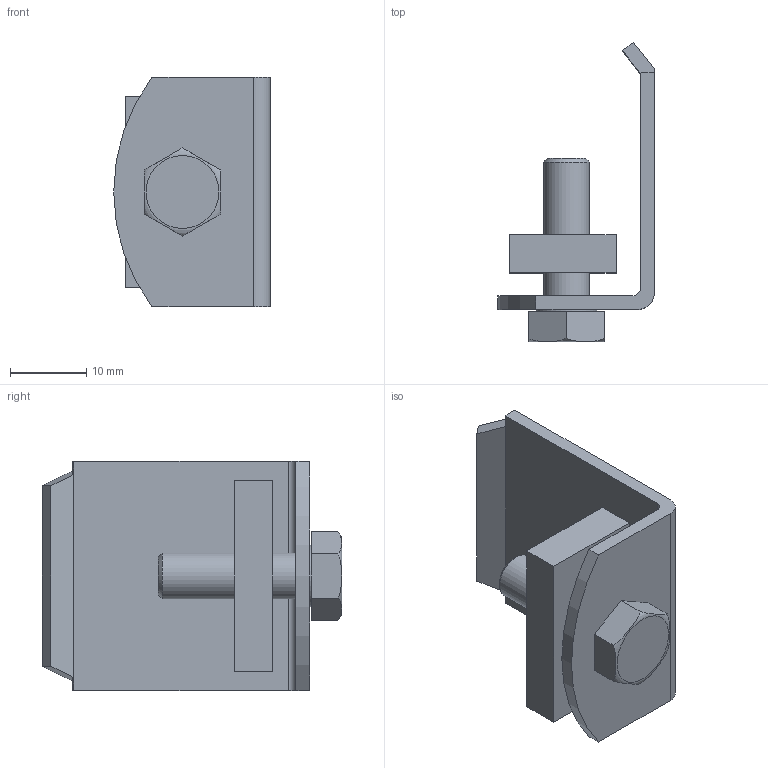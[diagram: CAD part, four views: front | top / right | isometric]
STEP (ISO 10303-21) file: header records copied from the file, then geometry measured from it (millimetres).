
FILE_DESCRIPTION(/* description */ (''),/* implementation_level */ '2;1');
FILE_NAME(/* name */ '3540.stp',/* time_stamp */ '2020-02-26T14:31:50+01:00',/* author */ ('DBARI'),/* organization */ (''),/* preprocessor_version */ 'ST-DEVELOPER v17.2',/* originating_system */ 'Autodesk Inventor 2019',/* authorisation */ '');
FILE_SCHEMA (('AUTOMOTIVE_DESIGN { 1 0 10303 214 3 1 1 }'));
Length unit declared in the file: millimetre
Products named in the file (4): 3540; 14848; 18009; 04510
Assembly tree (3 placements, depth 2):
  3540
    14848
    18009
    04510
Bounding box: 20.5 x 39.2 x 30 mm (x, y, z)
Volume: 5278.4 mm3; surface area: 5125.8 mm2
Topology: 3 solids, 3 shells, 40 faces, 95 edges, 63 vertices
Faces by surface type: plane 31, cylinder 7, cone 1, torus 1
Full cylindrical faces by diameter (mm): 4.917 x1, 6 x1, 6.5 x1, 8 x1
Entity records: 1389 total; most frequent: CARTESIAN_POINT 289, DIRECTION 201, ORIENTED_EDGE 190, EDGE_CURVE 95, LINE 69, VECTOR 69, AXIS2_PLACEMENT_3D 66, VERTEX_POINT 63
